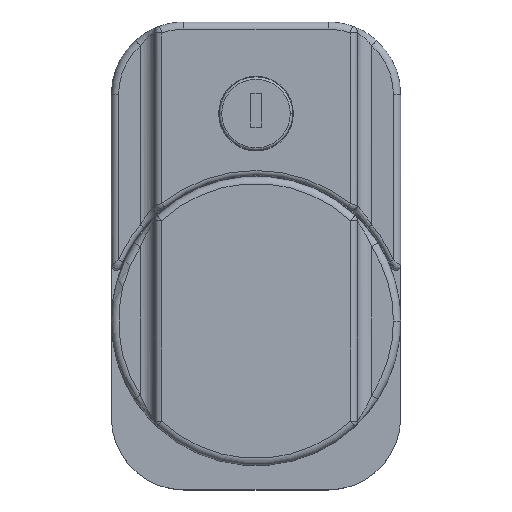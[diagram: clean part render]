
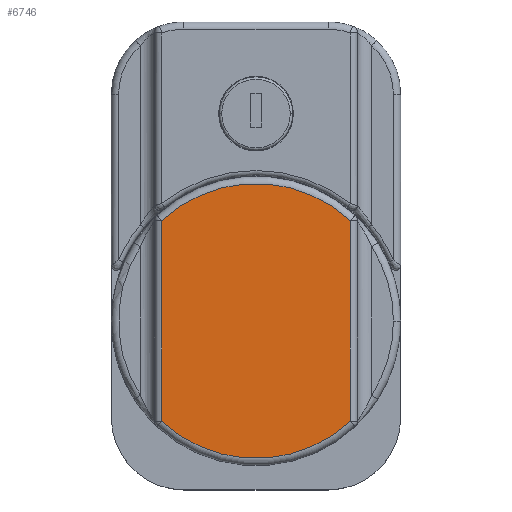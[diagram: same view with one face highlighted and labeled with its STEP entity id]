
A CAD part, top view. The second image highlights one B-rep face of the part: STEP entity #6746.
In plain terms, the highlighted face is planar.
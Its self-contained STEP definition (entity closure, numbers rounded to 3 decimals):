
#73 = VECTOR ( 'NONE', #947, 1000. ) ;
#74 = VECTOR ( 'NONE', #1162, 1000. ) ;
#107 = CIRCLE ( 'NONE', #1500, 28.5 ) ;
#167 = EDGE_CURVE ( 'NONE', #9943, #10076, #7452, .T. ) ;
#171 = EDGE_CURVE ( 'NONE', #10113, #10094, #7454, .T. ) ;
#184 = EDGE_CURVE ( 'NONE', #10076, #10113, #107, .T. ) ;
#185 = EDGE_CURVE ( 'NONE', #10094, #9943, #10179, .T. ) ;
#913 = DIRECTION ( 'NONE',  ( 0., 0., -1. ) ) ;
#947 = DIRECTION ( 'NONE',  ( 0., 1., 0. ) ) ;
#958 = DIRECTION ( 'NONE',  ( -1., 0., 0. ) ) ;
#964 = DIRECTION ( 'NONE',  ( -1., 0., 0. ) ) ;
#1000 = CARTESIAN_POINT ( 'NONE',  ( 0., 0., 19.528 ) ) ;
#1006 = DIRECTION ( 'NONE',  ( 0., 0., -1. ) ) ;
#1030 = CARTESIAN_POINT ( 'NONE',  ( 0., 0., -19.528 ) ) ;
#1083 = CARTESIAN_POINT ( 'NONE',  ( 0., 0., 0. ) ) ;
#1162 = DIRECTION ( 'NONE',  ( 0., -1., 0. ) ) ;
#1171 = CARTESIAN_POINT ( 'NONE',  ( 0., 0., 0. ) ) ;
#1500 = AXIS2_PLACEMENT_3D ( 'NONE', #1083, #964, #913 ) ;
#1502 = AXIS2_PLACEMENT_3D ( 'NONE', #1171, #958, #1006 ) ;
#3773 = DIRECTION ( 'NONE',  ( 1., 0., 0. ) ) ;
#3824 = CARTESIAN_POINT ( 'NONE',  ( 0., 0., 0. ) ) ;
#3844 = PLANE ( 'NONE',  #9649 ) ;
#3855 = DIRECTION ( 'NONE',  ( 0., 0., -1. ) ) ;
#4923 = EDGE_LOOP ( 'NONE', ( #9276, #9278, #9277, #9279 ) ) ;
#5457 = CARTESIAN_POINT ( 'NONE',  ( 0., 20.758, -19.528 ) ) ;
#5573 = CARTESIAN_POINT ( 'NONE',  ( 0., -20.758, -19.528 ) ) ;
#5589 = CARTESIAN_POINT ( 'NONE',  ( 0., 20.758, 19.528 ) ) ;
#5606 = CARTESIAN_POINT ( 'NONE',  ( 0., -20.758, 19.528 ) ) ;
#6746 = ADVANCED_FACE ( 'NONE', ( #8565 ), #3844, .F. ) ;
#7452 = LINE ( 'NONE', #1030, #74 ) ;
#7454 = LINE ( 'NONE', #1000, #73 ) ;
#8565 = FACE_OUTER_BOUND ( 'NONE', #4923, .T. ) ;
#9276 = ORIENTED_EDGE ( 'NONE', *, *, #184, .T. ) ;
#9277 = ORIENTED_EDGE ( 'NONE', *, *, #185, .T. ) ;
#9278 = ORIENTED_EDGE ( 'NONE', *, *, #171, .T. ) ;
#9279 = ORIENTED_EDGE ( 'NONE', *, *, #167, .T. ) ;
#9649 = AXIS2_PLACEMENT_3D ( 'NONE', #3824, #3773, #3855 ) ;
#9943 = VERTEX_POINT ( 'NONE', #5457 ) ;
#10076 = VERTEX_POINT ( 'NONE', #5573 ) ;
#10094 = VERTEX_POINT ( 'NONE', #5589 ) ;
#10113 = VERTEX_POINT ( 'NONE', #5606 ) ;
#10179 = CIRCLE ( 'NONE', #1502, 28.5 ) ;
